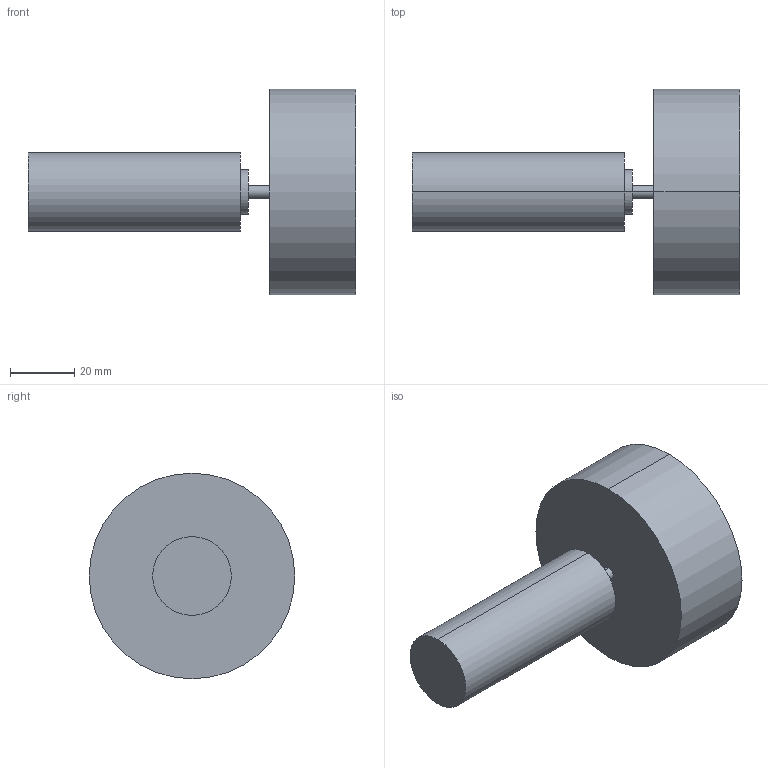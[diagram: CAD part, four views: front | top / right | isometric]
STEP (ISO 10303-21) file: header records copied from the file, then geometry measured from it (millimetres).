
FILE_DESCRIPTION (( 'STEP AP203' ), '1' );
FILE_NAME ('motorcon lanta_Predeterminado_sldprt.STEP', '2020-05-06T23:24:43', ( '' ), ( '' ), 'SwSTEP 2.0', 'SolidWorks 2018', '' );
FILE_SCHEMA (( 'CONFIG_CONTROL_DESIGN' ));
Length unit declared in the file: millimetre
Products named in the file (1): motorcon lanta_Predeterminado_sldprt
Bounding box: 101.9 x 64 x 64 mm (x, y, z)
Volume: 76691 mm3; surface area: 25294.9 mm2
Topology: 1 solids, 1 shells, 29 faces, 60 edges, 40 vertices
Faces by surface type: plane 17, cylinder 12
Entity records: 855 total; most frequent: DIRECTION 144, CARTESIAN_POINT 130, ORIENTED_EDGE 120, EDGE_CURVE 60, AXIS2_PLACEMENT_3D 54, VERTEX_POINT 40, LINE 36, EDGE_LOOP 36
